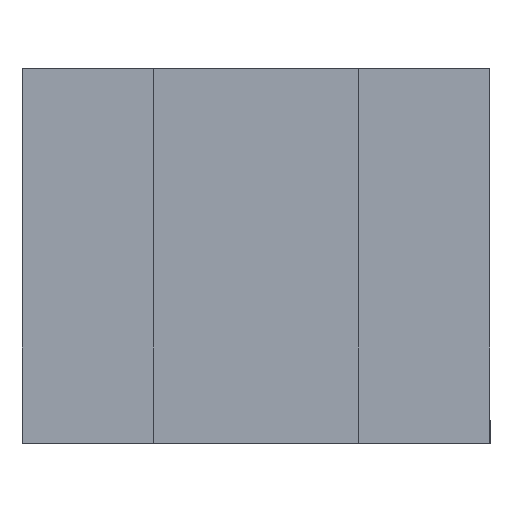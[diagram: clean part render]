
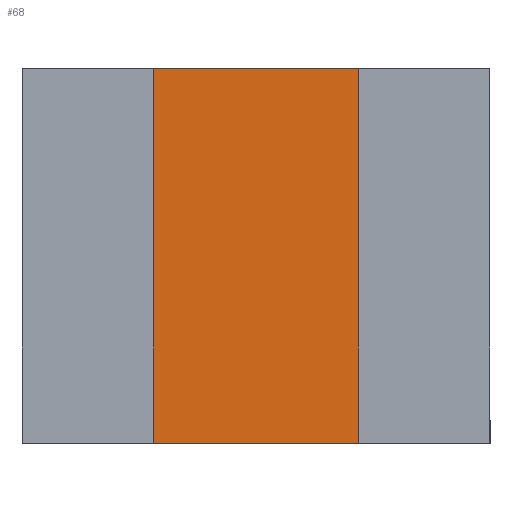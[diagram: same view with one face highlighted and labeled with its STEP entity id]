
A CAD part, top view. The second image highlights one B-rep face of the part: STEP entity #68.
In plain terms, the highlighted planar face has unit normal (0, 0, 1).
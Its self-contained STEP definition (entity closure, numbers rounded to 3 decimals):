
#68 = ADVANCED_FACE( '', ( #134 ), #135, .T. );
#134 = FACE_OUTER_BOUND( '', #198, .T. );
#135 = PLANE( '', #199 );
#198 = EDGE_LOOP( '', ( #309, #310, #311, #312 ) );
#199 = AXIS2_PLACEMENT_3D( '', #313, #314, #315 );
#309 = ORIENTED_EDGE( '', *, *, #405, .F. );
#310 = ORIENTED_EDGE( '', *, *, #365, .T. );
#311 = ORIENTED_EDGE( '', *, *, #406, .T. );
#312 = ORIENTED_EDGE( '', *, *, #401, .T. );
#313 = CARTESIAN_POINT( '', ( 0., 0., 0.6 ) );
#314 = DIRECTION( '', ( 0., 0., 1. ) );
#315 = DIRECTION( '', ( 1., 0., 0. ) );
#365 = EDGE_CURVE( '', #417, #418, #419, .T. );
#401 = EDGE_CURVE( '', #475, #473, #476, .T. );
#405 = EDGE_CURVE( '', #417, #473, #481, .T. );
#406 = EDGE_CURVE( '', #418, #475, #482, .T. );
#417 = VERTEX_POINT( '', #493 );
#418 = VERTEX_POINT( '', #494 );
#419 = LINE( '', #495, #496 );
#473 = VERTEX_POINT( '', #576 );
#475 = VERTEX_POINT( '', #579 );
#476 = LINE( '', #580, #581 );
#481 = LINE( '', #588, #589 );
#482 = LINE( '', #590, #591 );
#493 = CARTESIAN_POINT( '', ( 0.55, 1., 0.6 ) );
#494 = CARTESIAN_POINT( '', ( -0.55, 1., 0.6 ) );
#495 = CARTESIAN_POINT( '', ( 1.25, 1., 0.6 ) );
#496 = VECTOR( '', #604, 1000. );
#576 = CARTESIAN_POINT( '', ( 0.55, -1., 0.6 ) );
#579 = CARTESIAN_POINT( '', ( -0.55, -1., 0.6 ) );
#580 = CARTESIAN_POINT( '', ( -1.25, -1., 0.6 ) );
#581 = VECTOR( '', #632, 1000. );
#588 = CARTESIAN_POINT( '', ( 0.55, 1., 0.6 ) );
#589 = VECTOR( '', #635, 1000. );
#590 = CARTESIAN_POINT( '', ( -0.55, 1., 0.6 ) );
#591 = VECTOR( '', #636, 1000. );
#604 = DIRECTION( '', ( -1., 0., 0. ) );
#632 = DIRECTION( '', ( 1., 0., 0. ) );
#635 = DIRECTION( '', ( 0., -1., 0. ) );
#636 = DIRECTION( '', ( 0., -1., 0. ) );
